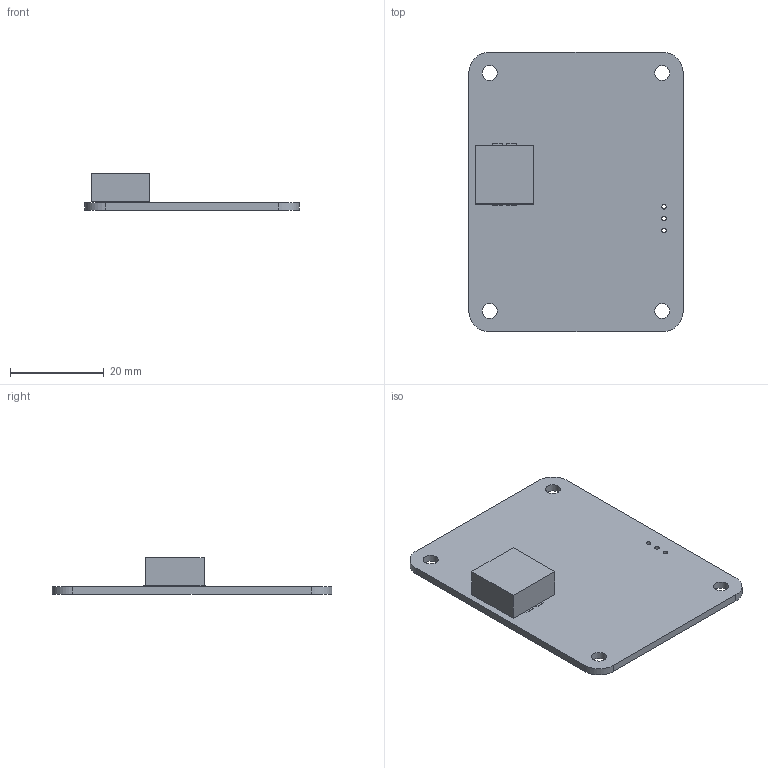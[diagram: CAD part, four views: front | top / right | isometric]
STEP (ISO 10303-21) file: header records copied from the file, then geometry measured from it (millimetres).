
FILE_DESCRIPTION(('KiCad electronic assembly'),'2;1');
FILE_NAME('tackle_sensor_hardware.step','2022-10-22T21:42:00',('Pcbnew') ,('Kicad'),'Open CASCADE STEP processor 7.6','KiCad to STEP converter' ,'Unknown');
FILE_SCHEMA(('AUTOMOTIVE_DESIGN { 1 0 10303 214 1 1 1 1 }'));
Length unit declared in the file: millimetre
Products named in the file (4): tackle_sensor_hardware 1; DRQ125-330-R; COMPOUND; tackle_sensor_hardware PCB
Assembly tree (3 placements, depth 3):
  tackle_sensor_hardware 1
    DRQ125-330-R
      COMPOUND
    tackle_sensor_hardware PCB
Bounding box: 45.75 x 59.69 x 7.74 mm (x, y, z)
Volume: 5200.9 mm3; surface area: 6431.1 mm2
Topology: 6 solids, 6 shells, 47 faces, 105 edges, 70 vertices
Faces by surface type: bspline 30, cylinder 11, plane 6
Full cylindrical faces by diameter (mm): 0.95 x3, 3.2 x4
Entity records: 2598 total; most frequent: CARTESIAN_POINT 706, ORIENTED_EDGE 210, PCURVE 210, DEFINITIONAL_REPRESENTATION 210, DIRECTION 199, B_SPLINE_CURVE_WITH_KNOTS 180, EDGE_CURVE 105, SURFACE_CURVE 98
